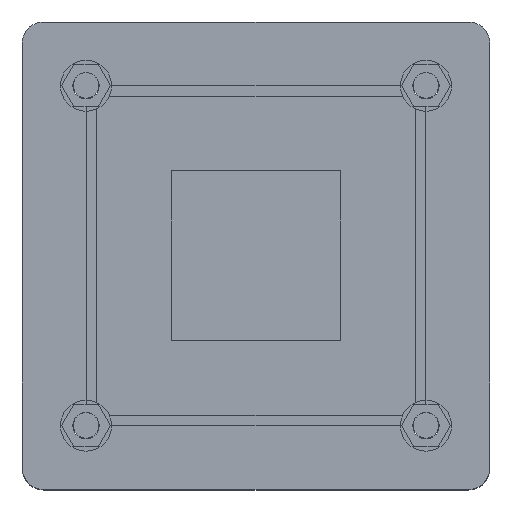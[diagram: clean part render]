
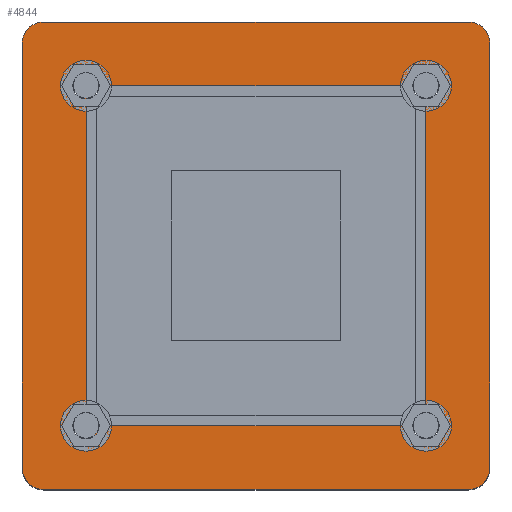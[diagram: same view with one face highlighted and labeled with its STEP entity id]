
A CAD part, top view. The second image highlights one B-rep face of the part: STEP entity #4844.
In plain terms, the highlighted planar face has unit normal (0, 0, 1).
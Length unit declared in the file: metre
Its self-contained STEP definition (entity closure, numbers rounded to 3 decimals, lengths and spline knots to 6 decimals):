
#23 = CARTESIAN_POINT('', (0.05, -0.055, 0.076));
#24 = VERTEX_POINT('', #23);
#25 = CARTESIAN_POINT('', (0.055, -0.05, 0.076));
#26 = VERTEX_POINT('', #25);
#31 = CARTESIAN_POINT('', (0.055, 0.05, 0.076));
#32 = VERTEX_POINT('', #31);
#33 = CARTESIAN_POINT('', (0.05, 0.055, 0.076));
#34 = VERTEX_POINT('', #33);
#39 = CARTESIAN_POINT('', (-0.05, 0.055, 0.076));
#40 = VERTEX_POINT('', #39);
#41 = CARTESIAN_POINT('', (-0.055, 0.05, 0.076));
#42 = VERTEX_POINT('', #41);
#47 = CARTESIAN_POINT('', (-0.05, -0.055, 0.076));
#48 = VERTEX_POINT('', #47);
#49 = CARTESIAN_POINT('', (-0.055, -0.05, 0.076));
#50 = VERTEX_POINT('', #49);
#55 = CARTESIAN_POINT('', (-0.03675, -0.04, 0.076));
#56 = VERTEX_POINT('', #55);
#59 = CARTESIAN_POINT('', (-0.03675, 0.04, 0.076));
#60 = VERTEX_POINT('', #59);
#63 = CARTESIAN_POINT('', (0.04325, -0.04, 0.076));
#64 = VERTEX_POINT('', #63);
#67 = CARTESIAN_POINT('', (0.04325, 0.04, 0.076));
#68 = VERTEX_POINT('', #67);
#71 = CARTESIAN_POINT('', (0.034, -0.04, 0.076));
#72 = VERTEX_POINT('', #71);
#73 = CARTESIAN_POINT('', (0.04, -0.034, 0.076));
#74 = VERTEX_POINT('', #73);
#79 = CARTESIAN_POINT('', (0.04, 0.034, 0.076));
#80 = VERTEX_POINT('', #79);
#81 = CARTESIAN_POINT('', (0.034, 0.04, 0.076));
#82 = VERTEX_POINT('', #81);
#87 = CARTESIAN_POINT('', (-0.034, 0.04, 0.076));
#88 = VERTEX_POINT('', #87);
#89 = CARTESIAN_POINT('', (-0.04, 0.034, 0.076));
#90 = VERTEX_POINT('', #89);
#95 = CARTESIAN_POINT('', (-0.034, -0.04, 0.076));
#96 = VERTEX_POINT('', #95);
#97 = CARTESIAN_POINT('', (-0.04, -0.034, 0.076));
#98 = VERTEX_POINT('', #97);
#729 = DIRECTION('', (0., -1, 0));
#730 = DIRECTION('', (0, 0, 1));
#731 = CARTESIAN_POINT('', (0.05, -0.05, 0.076));
#732 = AXIS2_PLACEMENT_3D('', #731, #730, #729);
#733 = CIRCLE('', #732, 0.005);
#747 = DIRECTION('', (1, 0., 0));
#748 = DIRECTION('', (-0, -0, 1));
#749 = CARTESIAN_POINT('', (0.05, 0.05, 0.076));
#750 = AXIS2_PLACEMENT_3D('', #749, #748, #747);
#751 = CIRCLE('', #750, 0.005);
#765 = DIRECTION('', (0, -1, 0));
#766 = VECTOR('', #765, 1);
#767 = CARTESIAN_POINT('', (0.055, 0.05, 0.076));
#768 = LINE('', #767, #766);
#773 = DIRECTION('', (0., 1, 0));
#774 = DIRECTION('', (0, -0, 1));
#775 = CARTESIAN_POINT('', (-0.05, 0.05, 0.076));
#776 = AXIS2_PLACEMENT_3D('', #775, #774, #773);
#777 = CIRCLE('', #776, 0.005);
#791 = DIRECTION('', (1, -0, 0));
#792 = VECTOR('', #791, 1);
#793 = CARTESIAN_POINT('', (-0.05, 0.055, 0.076));
#794 = LINE('', #793, #792);
#799 = DIRECTION('', (0., -1, 0));
#800 = DIRECTION('', (0, -0, -1));
#801 = CARTESIAN_POINT('', (-0.05, -0.05, 0.076));
#802 = AXIS2_PLACEMENT_3D('', #801, #800, #799);
#803 = CIRCLE('', #802, 0.005);
#817 = DIRECTION('', (-1, -0, 0));
#818 = VECTOR('', #817, 1);
#819 = CARTESIAN_POINT('', (0.05, -0.055, 0.076));
#820 = LINE('', #819, #818);
#825 = DIRECTION('', (0, 1, 0));
#826 = VECTOR('', #825, 1);
#827 = CARTESIAN_POINT('', (-0.055, -0.05, 0.076));
#828 = LINE('', #827, #826);
#897 = DIRECTION('', (1, 0, 0));
#898 = DIRECTION('', (0, -0, 1));
#899 = CARTESIAN_POINT('', (-0.04, -0.04, 0.076));
#900 = AXIS2_PLACEMENT_3D('', #899, #898, #897);
#901 = CIRCLE('', #900, 0.00325);
#1034 = DIRECTION('', (1, 0, 0));
#1035 = DIRECTION('', (0, -0, 1));
#1036 = CARTESIAN_POINT('', (-0.04, 0.04, 0.076));
#1037 = AXIS2_PLACEMENT_3D('', #1036, #1035, #1034);
#1038 = CIRCLE('', #1037, 0.00325);
#1171 = DIRECTION('', (1, 0, 0));
#1172 = DIRECTION('', (0, -0, 1));
#1173 = CARTESIAN_POINT('', (0.04, -0.04, 0.076));
#1174 = AXIS2_PLACEMENT_3D('', #1173, #1172, #1171);
#1175 = CIRCLE('', #1174, 0.00325);
#1244 = DIRECTION('', (1, 0, 0));
#1245 = DIRECTION('', (0, -0, 1));
#1246 = CARTESIAN_POINT('', (0.04, 0.04, 0.076));
#1247 = AXIS2_PLACEMENT_3D('', #1246, #1245, #1244);
#1248 = CIRCLE('', #1247, 0.00325);
#1253 = DIRECTION('', (0, -1, 0.));
#1254 = DIRECTION('', (0., 0., 1));
#1255 = CARTESIAN_POINT('', (0.034, -0.034, 0.076));
#1256 = AXIS2_PLACEMENT_3D('', #1255, #1254, #1253);
#1257 = CIRCLE('', #1256, 0.006);
#1271 = DIRECTION('', (1, 0, 0.));
#1272 = DIRECTION('', (0., 0., 1));
#1273 = CARTESIAN_POINT('', (0.034, 0.034, 0.076));
#1274 = AXIS2_PLACEMENT_3D('', #1273, #1272, #1271);
#1275 = CIRCLE('', #1274, 0.006);
#1289 = DIRECTION('', (0, -1, 0));
#1290 = VECTOR('', #1289, 1);
#1291 = CARTESIAN_POINT('', (0.04, 0.034, 0.076));
#1292 = LINE('', #1291, #1290);
#1297 = DIRECTION('', (0, 1, 0.));
#1298 = DIRECTION('', (0., 0., 1));
#1299 = CARTESIAN_POINT('', (-0.034, 0.034, 0.076));
#1300 = AXIS2_PLACEMENT_3D('', #1299, #1298, #1297);
#1301 = CIRCLE('', #1300, 0.006);
#1315 = DIRECTION('', (1, -0, 0));
#1316 = VECTOR('', #1315, 1);
#1317 = CARTESIAN_POINT('', (-0.034, 0.04, 0.076));
#1318 = LINE('', #1317, #1316);
#1323 = DIRECTION('', (0, -1, 0.));
#1324 = DIRECTION('', (0., 0., -1));
#1325 = CARTESIAN_POINT('', (-0.034, -0.034, 0.076));
#1326 = AXIS2_PLACEMENT_3D('', #1325, #1324, #1323);
#1327 = CIRCLE('', #1326, 0.006);
#1341 = DIRECTION('', (-1, -0, 0));
#1342 = VECTOR('', #1341, 1);
#1343 = CARTESIAN_POINT('', (0.034, -0.04, 0.076));
#1344 = LINE('', #1343, #1342);
#1349 = DIRECTION('', (0, 1, 0));
#1350 = VECTOR('', #1349, 1);
#1351 = CARTESIAN_POINT('', (-0.04, -0.034, 0.076));
#1352 = LINE('', #1351, #1350);
#3538 = EDGE_CURVE('', #24, #26, #733, .T.);
#3542 = EDGE_CURVE('', #32, #34, #751, .T.);
#3546 = EDGE_CURVE('', #32, #26, #768, .T.);
#3548 = EDGE_CURVE('', #40, #42, #777, .T.);
#3552 = EDGE_CURVE('', #40, #34, #794, .T.);
#3554 = EDGE_CURVE('', #48, #50, #803, .T.);
#3558 = EDGE_CURVE('', #24, #48, #820, .T.);
#3560 = EDGE_CURVE('', #50, #42, #828, .T.);
#3563 = EDGE_CURVE('', #56, #56, #901, .T.);
#3566 = EDGE_CURVE('', #60, #60, #1038, .T.);
#3569 = EDGE_CURVE('', #64, #64, #1175, .T.);
#3572 = EDGE_CURVE('', #68, #68, #1248, .T.);
#3574 = EDGE_CURVE('', #72, #74, #1257, .T.);
#3578 = EDGE_CURVE('', #80, #82, #1275, .T.);
#3582 = EDGE_CURVE('', #80, #74, #1292, .T.);
#3584 = EDGE_CURVE('', #88, #90, #1301, .T.);
#3588 = EDGE_CURVE('', #88, #82, #1318, .T.);
#3590 = EDGE_CURVE('', #96, #98, #1327, .T.);
#3594 = EDGE_CURVE('', #72, #96, #1344, .T.);
#3596 = EDGE_CURVE('', #98, #90, #1352, .T.);
#4049 = CARTESIAN_POINT('', (0, 0, 0.076));
#4050 = DIRECTION('', (0, -0, 1));
#4051 = AXIS2_PLACEMENT_3D('', #4049, #4050, $);
#4052 = PLANE('', #4051);
#4812 = ORIENTED_EDGE('', *, *, #3554, .F.);
#4813 = ORIENTED_EDGE('', *, *, #3558, .F.);
#4814 = ORIENTED_EDGE('', *, *, #3538, .T.);
#4815 = ORIENTED_EDGE('', *, *, #3546, .F.);
#4816 = ORIENTED_EDGE('', *, *, #3542, .T.);
#4817 = ORIENTED_EDGE('', *, *, #3552, .F.);
#4818 = ORIENTED_EDGE('', *, *, #3548, .T.);
#4819 = ORIENTED_EDGE('', *, *, #3560, .F.);
#4820 = ORIENTED_EDGE('', *, *, #3563, .F.);
#4821 = ORIENTED_EDGE('', *, *, #3566, .F.);
#4822 = ORIENTED_EDGE('', *, *, #3569, .F.);
#4823 = ORIENTED_EDGE('', *, *, #3572, .F.);
#4824 = ORIENTED_EDGE('', *, *, #3590, .T.);
#4825 = ORIENTED_EDGE('', *, *, #3596, .T.);
#4826 = ORIENTED_EDGE('', *, *, #3584, .F.);
#4827 = ORIENTED_EDGE('', *, *, #3588, .T.);
#4828 = ORIENTED_EDGE('', *, *, #3578, .F.);
#4829 = ORIENTED_EDGE('', *, *, #3582, .T.);
#4830 = ORIENTED_EDGE('', *, *, #3574, .F.);
#4831 = ORIENTED_EDGE('', *, *, #3594, .T.);
#4832 = EDGE_LOOP('', (#4812, #4813, #4814, #4815, #4816, #4817, #4818, #4819));
#4833 = FACE_BOUND('', #4832, .T.);
#4834 = EDGE_LOOP('', (#4820));
#4835 = FACE_BOUND('', #4834, .T.);
#4836 = EDGE_LOOP('', (#4821));
#4837 = FACE_BOUND('', #4836, .T.);
#4838 = EDGE_LOOP('', (#4822));
#4839 = FACE_BOUND('', #4838, .T.);
#4840 = EDGE_LOOP('', (#4823));
#4841 = FACE_BOUND('', #4840, .T.);
#4842 = EDGE_LOOP('', (#4824, #4825, #4826, #4827, #4828, #4829, #4830, #4831));
#4843 = FACE_BOUND('', #4842, .T.);
#4844 = ADVANCED_FACE('', (#4833, #4835, #4837, #4839, #4841, #4843), #4052, .T.);
